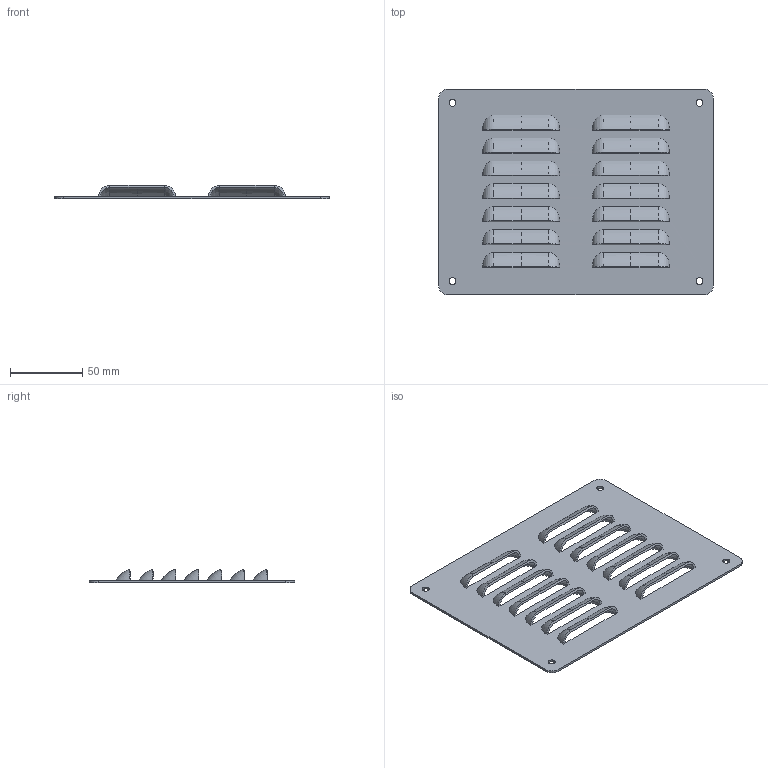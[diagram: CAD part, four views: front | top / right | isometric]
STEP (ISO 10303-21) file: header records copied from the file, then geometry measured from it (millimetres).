
FILE_DESCRIPTION (( 'STEP AP214' ), '1' );
FILE_NAME ('SCE-AVK64_CUT-OUT.STEP', '2022-09-02T17:21:43', ( '' ), ( '' ), 'SwSTEP 2.0', 'SolidWorks 2021', '' );
FILE_SCHEMA (( 'AUTOMOTIVE_DESIGN' ));
Length unit declared in the file: inch
Products named in the file (1): SCE-AVK64_CUT-OUT
Bounding box: 190.5 x 142.88 x 9.35 mm (x, y, z)
Volume: 45689.4 mm3; surface area: 63166.4 mm2
Topology: 1 solids, 1 shells, 228 faces, 552 edges, 326 vertices
Faces by surface type: bspline 112, cylinder 68, plane 48
Entity records: 37774 total; most frequent: CARTESIAN_POINT 33265, ORIENTED_EDGE 1104, DIRECTION 558, EDGE_CURVE 552, VERTEX_POINT 326, B_SPLINE_CURVE_WITH_KNOTS 280, EDGE_LOOP 264, FACE_OUTER_BOUND 228
